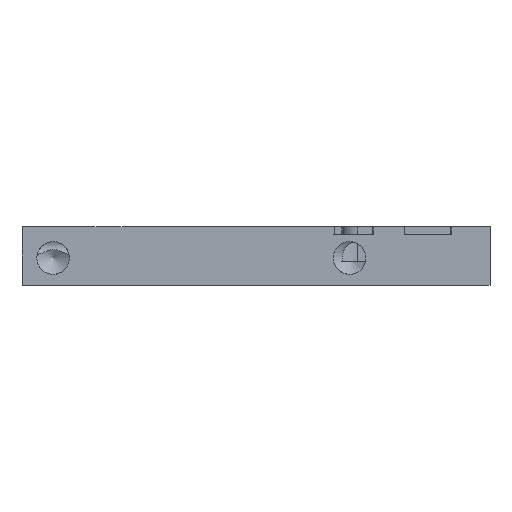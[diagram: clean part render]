
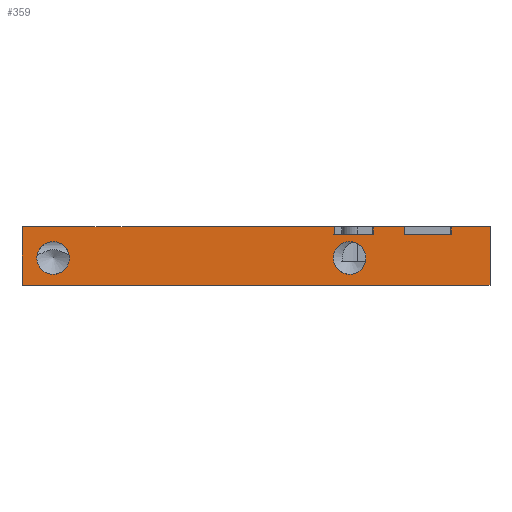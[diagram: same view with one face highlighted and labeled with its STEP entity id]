
A CAD part, front view. The second image highlights one B-rep face of the part: STEP entity #359.
In plain terms, the highlighted planar face has unit normal (0, -1, 0).
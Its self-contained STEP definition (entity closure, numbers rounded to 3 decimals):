
#53=FACE_BOUND('',#912,.T.);
#54=FACE_BOUND('',#913,.T.);
#55=FACE_BOUND('',#914,.T.);
#359=ADVANCED_FACE('',(#53,#54,#55),#584,.F.);
#584=PLANE('',#4898);
#912=EDGE_LOOP('',(#1685));
#913=EDGE_LOOP('',(#1686));
#914=EDGE_LOOP('',(#1687,#1688,#1689,#1690,#1691,#1692,#1693,#1694,#1695,
#1696,#1697,#1698,#1699,#1700,#1701,#1702,#1703,#1704));
#1281=CIRCLE('',#4896,2.1);
#1282=CIRCLE('',#4897,2.1);
#1685=ORIENTED_EDGE('',*,*,#3488,.T.);
#1686=ORIENTED_EDGE('',*,*,#3489,.T.);
#1687=ORIENTED_EDGE('',*,*,#3490,.F.);
#1688=ORIENTED_EDGE('',*,*,#3491,.T.);
#1689=ORIENTED_EDGE('',*,*,#3492,.F.);
#1690=ORIENTED_EDGE('',*,*,#3270,.T.);
#1691=ORIENTED_EDGE('',*,*,#3374,.F.);
#1692=ORIENTED_EDGE('',*,*,#3493,.T.);
#1693=ORIENTED_EDGE('',*,*,#3494,.F.);
#1694=ORIENTED_EDGE('',*,*,#3495,.F.);
#1695=ORIENTED_EDGE('',*,*,#3496,.F.);
#1696=ORIENTED_EDGE('',*,*,#3497,.F.);
#1697=ORIENTED_EDGE('',*,*,#3346,.F.);
#1698=ORIENTED_EDGE('',*,*,#3498,.T.);
#1699=ORIENTED_EDGE('',*,*,#3499,.F.);
#1700=ORIENTED_EDGE('',*,*,#3500,.F.);
#1701=ORIENTED_EDGE('',*,*,#3501,.F.);
#1702=ORIENTED_EDGE('',*,*,#3502,.T.);
#1703=ORIENTED_EDGE('',*,*,#3338,.F.);
#1704=ORIENTED_EDGE('',*,*,#3503,.T.);
#2799=VERTEX_POINT('',#6715);
#2800=VERTEX_POINT('',#6717);
#2867=VERTEX_POINT('',#6862);
#2868=VERTEX_POINT('',#6864);
#2874=VERTEX_POINT('',#6878);
#2876=VERTEX_POINT('',#6881);
#2897=VERTEX_POINT('',#6937);
#2999=VERTEX_POINT('',#7160);
#3000=VERTEX_POINT('',#7162);
#3001=VERTEX_POINT('',#7164);
#3002=VERTEX_POINT('',#7165);
#3003=VERTEX_POINT('',#7167);
#3004=VERTEX_POINT('',#7170);
#3005=VERTEX_POINT('',#7172);
#3006=VERTEX_POINT('',#7174);
#3007=VERTEX_POINT('',#7176);
#3008=VERTEX_POINT('',#7179);
#3009=VERTEX_POINT('',#7181);
#3010=VERTEX_POINT('',#7183);
#3011=VERTEX_POINT('',#7185);
#3270=EDGE_CURVE('',#2800,#2799,#3927,.T.);
#3338=EDGE_CURVE('',#2867,#2868,#3969,.T.);
#3346=EDGE_CURVE('',#2874,#2876,#3974,.T.);
#3374=EDGE_CURVE('',#2897,#2799,#3998,.T.);
#3488=EDGE_CURVE('',#2999,#2999,#1281,.T.);
#3489=EDGE_CURVE('',#3000,#3000,#1282,.T.);
#3490=EDGE_CURVE('',#3001,#3002,#4062,.T.);
#3491=EDGE_CURVE('',#3001,#3003,#4063,.T.);
#3492=EDGE_CURVE('',#2800,#3003,#4064,.T.);
#3493=EDGE_CURVE('',#2897,#3004,#4065,.T.);
#3494=EDGE_CURVE('',#3005,#3004,#4066,.T.);
#3495=EDGE_CURVE('',#3006,#3005,#4067,.T.);
#3496=EDGE_CURVE('',#3007,#3006,#4068,.T.);
#3497=EDGE_CURVE('',#2876,#3007,#4069,.T.);
#3498=EDGE_CURVE('',#2874,#3008,#4070,.T.);
#3499=EDGE_CURVE('',#3009,#3008,#4071,.T.);
#3500=EDGE_CURVE('',#3010,#3009,#4072,.T.);
#3501=EDGE_CURVE('',#3011,#3010,#4073,.T.);
#3502=EDGE_CURVE('',#3011,#2868,#4074,.T.);
#3503=EDGE_CURVE('',#2867,#3002,#4075,.T.);
#3927=LINE('',#6716,#4354);
#3969=LINE('',#6863,#4396);
#3974=LINE('',#6880,#4401);
#3998=LINE('',#6938,#4425);
#4062=LINE('',#7163,#4489);
#4063=LINE('',#7166,#4490);
#4064=LINE('',#7168,#4491);
#4065=LINE('',#7169,#4492);
#4066=LINE('',#7171,#4493);
#4067=LINE('',#7173,#4494);
#4068=LINE('',#7175,#4495);
#4069=LINE('',#7177,#4496);
#4070=LINE('',#7178,#4497);
#4071=LINE('',#7180,#4498);
#4072=LINE('',#7182,#4499);
#4073=LINE('',#7184,#4500);
#4074=LINE('',#7186,#4501);
#4075=LINE('',#7187,#4502);
#4354=VECTOR('',#5288,1.);
#4396=VECTOR('',#5404,1.);
#4401=VECTOR('',#5417,1.);
#4425=VECTOR('',#5465,1.);
#4489=VECTOR('',#5645,1.);
#4490=VECTOR('',#5646,1.);
#4491=VECTOR('',#5647,1.);
#4492=VECTOR('',#5648,1.);
#4493=VECTOR('',#5649,1.);
#4494=VECTOR('',#5650,1.);
#4495=VECTOR('',#5651,1.);
#4496=VECTOR('',#5652,1.);
#4497=VECTOR('',#5653,1.);
#4498=VECTOR('',#5654,1.);
#4499=VECTOR('',#5655,1.);
#4500=VECTOR('',#5656,1.);
#4501=VECTOR('',#5657,1.);
#4502=VECTOR('',#5658,1.);
#4896=AXIS2_PLACEMENT_3D('',#7159,#5641,#5642);
#4897=AXIS2_PLACEMENT_3D('',#7161,#5643,#5644);
#4898=AXIS2_PLACEMENT_3D('',#7188,#5659,#5660);
#5288=DIRECTION('',(0.,0.,1.));
#5404=DIRECTION('',(1.,0.,0.));
#5417=DIRECTION('',(1.,0.,0.));
#5465=DIRECTION('',(1.,0.,0.));
#5641=DIRECTION('',(0.,1.,0.));
#5642=DIRECTION('',(-1.,0.,0.));
#5643=DIRECTION('',(0.,1.,0.));
#5644=DIRECTION('',(-1.,0.,0.));
#5645=DIRECTION('',(1.,0.,0.));
#5646=DIRECTION('',(0.,0.,1.));
#5647=DIRECTION('',(1.,0.,0.));
#5648=DIRECTION('',(0.,0.,-1.));
#5649=DIRECTION('',(-1.,0.,0.));
#5650=DIRECTION('',(0.,0.,-1.));
#5651=DIRECTION('',(1.,0.,0.));
#5652=DIRECTION('',(0.,0.,1.));
#5653=DIRECTION('',(0.,0.,-1.));
#5654=DIRECTION('',(1.,0.,0.));
#5655=DIRECTION('',(0.,0.,-1.));
#5656=DIRECTION('',(1.,0.,0.));
#5657=DIRECTION('',(0.,0.,-1.));
#5658=DIRECTION('',(0.,0.,-1.));
#5659=DIRECTION('',(0.,1.,0.));
#5660=DIRECTION('',(-1.,0.,0.));
#6715=CARTESIAN_POINT('',(10.,-2.,8.));
#6716=CARTESIAN_POINT('',(10.,-2.,7.));
#6717=CARTESIAN_POINT('',(10.,-2.,7.));
#6862=CARTESIAN_POINT('',(14.942,-2.,7.));
#6863=CARTESIAN_POINT('',(15.,-2.,7.));
#6864=CARTESIAN_POINT('',(15.,-2.,7.));
#6878=CARTESIAN_POINT('',(24.,-2.,7.));
#6880=CARTESIAN_POINT('',(15.,-2.,7.));
#6881=CARTESIAN_POINT('',(25.,-2.,7.));
#6937=CARTESIAN_POINT('',(-30.,-2.,8.));
#6938=CARTESIAN_POINT('',(-30.,-2.,8.));
#7159=CARTESIAN_POINT('',(12.,-2.,4.));
#7160=CARTESIAN_POINT('',(9.9,-2.,4.));
#7161=CARTESIAN_POINT('',(-26.,-2.,4.));
#7162=CARTESIAN_POINT('',(-28.1,-2.,4.));
#7163=CARTESIAN_POINT('',(-30.,-2.,6.95));
#7164=CARTESIAN_POINT('',(10.012,-2.,6.95));
#7165=CARTESIAN_POINT('',(14.942,-2.,6.95));
#7166=CARTESIAN_POINT('',(10.012,-2.,8.5));
#7167=CARTESIAN_POINT('',(10.012,-2.,7.));
#7168=CARTESIAN_POINT('',(15.,-2.,7.));
#7169=CARTESIAN_POINT('',(-30.,-2.,8.5));
#7170=CARTESIAN_POINT('',(-30.,-2.,0.5));
#7171=CARTESIAN_POINT('',(30.,-2.,0.5));
#7172=CARTESIAN_POINT('',(30.,-2.,0.5));
#7173=CARTESIAN_POINT('',(30.,-2.,8.5));
#7174=CARTESIAN_POINT('',(30.,-2.,8.));
#7175=CARTESIAN_POINT('',(-30.,-2.,8.));
#7176=CARTESIAN_POINT('',(25.,-2.,8.));
#7177=CARTESIAN_POINT('',(25.,-2.,7.));
#7178=CARTESIAN_POINT('',(24.,-2.,8.5));
#7179=CARTESIAN_POINT('',(24.,-2.,6.95));
#7180=CARTESIAN_POINT('',(-30.,-2.,6.95));
#7181=CARTESIAN_POINT('',(19.,-2.,6.95));
#7182=CARTESIAN_POINT('',(19.,-2.,8.));
#7183=CARTESIAN_POINT('',(19.,-2.,8.));
#7184=CARTESIAN_POINT('',(15.,-2.,8.));
#7185=CARTESIAN_POINT('',(15.,-2.,8.));
#7186=CARTESIAN_POINT('',(15.,-2.,8.));
#7187=CARTESIAN_POINT('',(14.942,-2.,8.5));
#7188=CARTESIAN_POINT('',(-30.,-2.,8.5));
